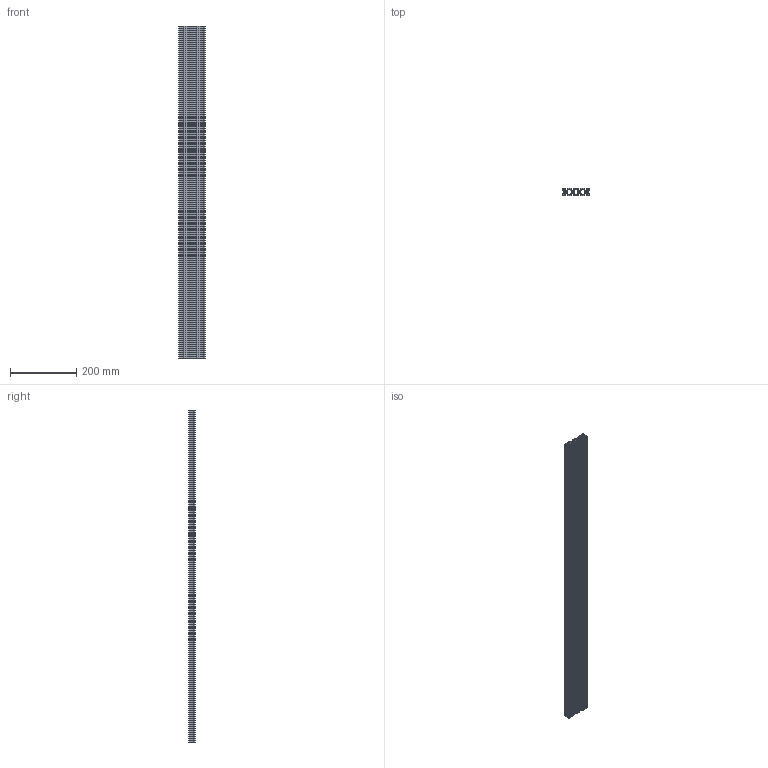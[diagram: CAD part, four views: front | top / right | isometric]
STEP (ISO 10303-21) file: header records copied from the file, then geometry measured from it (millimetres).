
FILE_DESCRIPTION (( 'STEP AP214' ), '1' );
FILE_NAME ('228 Êîíñòðóêöèîííûé ïðîôèëü 20õ80.STEP', '2014-12-18T09:17:11', ( 'XTreme.ws' ), ( 'XTreme.ws' ), 'SwSTEP 2.0', 'SolidWorks 2014', '' );
FILE_SCHEMA (( 'AUTOMOTIVE_DESIGN' ));
Length unit declared in the file: millimetre
Products named in the file (2): 228 Êîíñòðóêöèîííûé ïðîôèëü 20õ80
Bounding box: 80 x 20 x 1000 mm (x, y, z)
Volume: 604884 mm3; surface area: 545082.8 mm2
Topology: 1 solids, 1 shells, 358 faces, 1068 edges, 712 vertices
Faces by surface type: cylinder 180, plane 178
Entity records: 12209 total; most frequent: DIRECTION 2148, CARTESIAN_POINT 2140, ORIENTED_EDGE 2136, EDGE_CURVE 1068, AXIS2_PLACEMENT_3D 720, VERTEX_POINT 712, VECTOR 708, LINE 708
